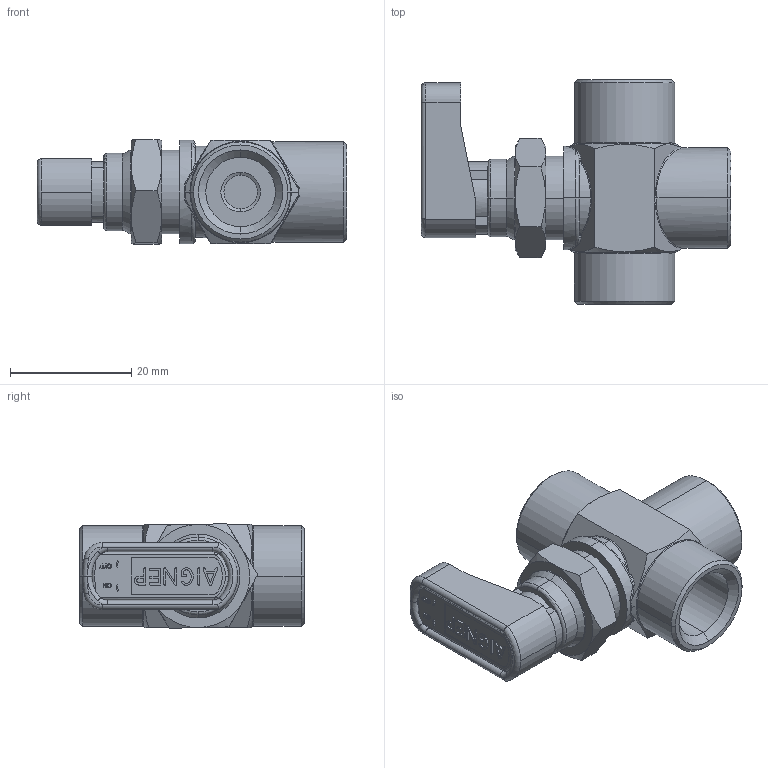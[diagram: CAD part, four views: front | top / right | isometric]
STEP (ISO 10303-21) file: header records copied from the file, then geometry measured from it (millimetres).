
FILE_DESCRIPTION (( 'STEP AP214' ), '1' );
FILE_NAME ('0671000002.step', '2012-10-02T16:36:35', ( '' ), ( '' ), 'SwSTEP 2.0', 'SolidWorks 2012', '' );
FILE_SCHEMA (( 'AUTOMOTIVE_DESIGN' ));
Length unit declared in the file: millimetre
Products named in the file (1): 0671000002
Bounding box: 51 x 37 x 17.22 mm (x, y, z)
Volume: 11987.9 mm3; surface area: 6449.9 mm2
Topology: 7 solids, 17 shells, 533 faces, 1340 edges, 859 vertices
Faces by surface type: plane 244, bspline 105, cylinder 103, cone 42, torus 39
Entity records: 21180 total; most frequent: CARTESIAN_POINT 9110, ORIENTED_EDGE 2680, DIRECTION 2146, EDGE_CURVE 1340, VERTEX_POINT 859, AXIS2_PLACEMENT_3D 722, LINE 702, VECTOR 702
